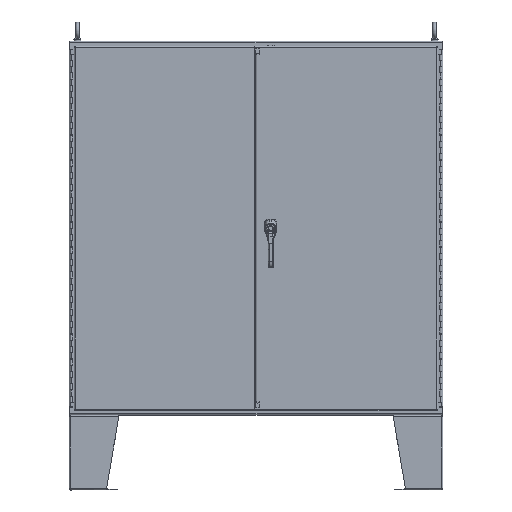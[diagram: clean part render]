
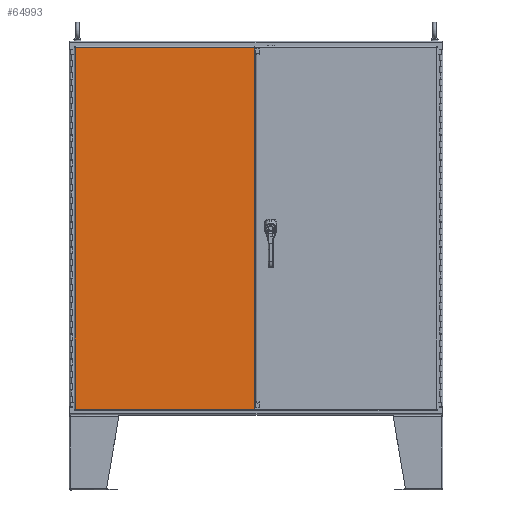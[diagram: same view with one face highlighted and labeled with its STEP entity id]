
A CAD part, top view. The second image highlights one B-rep face of the part: STEP entity #64993.
In plain terms, the highlighted face is planar.
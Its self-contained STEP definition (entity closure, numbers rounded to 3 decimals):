
#11736=PLANE('',#68104);
#13124=FACE_OUTER_BOUND('',#16036,.T.);
#16036=EDGE_LOOP('',(#52366,#52367,#52368,#52369,#52370,#52371,#52372,#52373,
#52374,#52375,#52376,#52377));
#19167=LINE('',#93181,#24122);
#19170=LINE('',#93191,#24125);
#19173=LINE('',#93198,#24128);
#19177=LINE('',#93205,#24132);
#19179=LINE('',#93209,#24134);
#19180=LINE('',#93211,#24135);
#19181=LINE('',#93213,#24136);
#19182=LINE('',#93215,#24137);
#19183=LINE('',#93217,#24138);
#19184=LINE('',#93219,#24139);
#19185=LINE('',#93221,#24140);
#19186=LINE('',#93222,#24141);
#24122=VECTOR('',#75440,56.48);
#24125=VECTOR('',#75453,0.);
#24128=VECTOR('',#75458,0.094);
#24132=VECTOR('',#75464,0.);
#24134=VECTOR('',#75468,0.);
#24135=VECTOR('',#75469,0.);
#24136=VECTOR('',#75470,0.094);
#24137=VECTOR('',#75471,0.844);
#24138=VECTOR('',#75472,28.865);
#24139=VECTOR('',#75473,58.167);
#24140=VECTOR('',#75474,28.865);
#24141=VECTOR('',#75475,0.844);
#32403=VERTEX_POINT('',#93168);
#32404=VERTEX_POINT('',#93180);
#32406=VERTEX_POINT('',#93190);
#32408=VERTEX_POINT('',#93196);
#32409=VERTEX_POINT('',#93197);
#32412=VERTEX_POINT('',#93208);
#32413=VERTEX_POINT('',#93210);
#32414=VERTEX_POINT('',#93212);
#32415=VERTEX_POINT('',#93214);
#32416=VERTEX_POINT('',#93216);
#32417=VERTEX_POINT('',#93218);
#32418=VERTEX_POINT('',#93220);
#41537=EDGE_CURVE('',#32404,#32403,#19167,.T.);
#41542=EDGE_CURVE('',#32406,#32404,#19170,.T.);
#41545=EDGE_CURVE('',#32408,#32409,#19173,.T.);
#41549=EDGE_CURVE('',#32409,#32406,#19177,.T.);
#41551=EDGE_CURVE('',#32403,#32412,#19179,.T.);
#41552=EDGE_CURVE('',#32412,#32413,#19180,.T.);
#41553=EDGE_CURVE('',#32413,#32414,#19181,.T.);
#41554=EDGE_CURVE('',#32414,#32415,#19182,.T.);
#41555=EDGE_CURVE('',#32415,#32416,#19183,.T.);
#41556=EDGE_CURVE('',#32416,#32417,#19184,.T.);
#41557=EDGE_CURVE('',#32417,#32418,#19185,.T.);
#41558=EDGE_CURVE('',#32418,#32408,#19186,.T.);
#52366=ORIENTED_EDGE('',*,*,#41545,.T.);
#52367=ORIENTED_EDGE('',*,*,#41549,.T.);
#52368=ORIENTED_EDGE('',*,*,#41542,.T.);
#52369=ORIENTED_EDGE('',*,*,#41537,.T.);
#52370=ORIENTED_EDGE('',*,*,#41551,.T.);
#52371=ORIENTED_EDGE('',*,*,#41552,.T.);
#52372=ORIENTED_EDGE('',*,*,#41553,.T.);
#52373=ORIENTED_EDGE('',*,*,#41554,.T.);
#52374=ORIENTED_EDGE('',*,*,#41555,.T.);
#52375=ORIENTED_EDGE('',*,*,#41556,.T.);
#52376=ORIENTED_EDGE('',*,*,#41557,.T.);
#52377=ORIENTED_EDGE('',*,*,#41558,.T.);
#64993=ADVANCED_FACE('',(#13124),#11736,.F.);
#68104=AXIS2_PLACEMENT_3D('',#93207,#75466,#75467);
#75440=DIRECTION('',(0.,-1.,0.));
#75453=DIRECTION('',(1.,0.,0.));
#75458=DIRECTION('',(-1.,0.,0.));
#75464=DIRECTION('',(0.,-1.,0.));
#75466=DIRECTION('center_axis',(0.,0.,1.));
#75467=DIRECTION('ref_axis',(1.,0.,0.));
#75468=DIRECTION('',(-1.,0.,0.));
#75469=DIRECTION('',(0.,-1.,0.));
#75470=DIRECTION('',(1.,0.,0.));
#75471=DIRECTION('',(0.,-1.,0.));
#75472=DIRECTION('',(-1.,0.,0.));
#75473=DIRECTION('',(0.,1.,0.));
#75474=DIRECTION('',(1.,0.,0.));
#75475=DIRECTION('',(0.,-1.,0.));
#93168=CARTESIAN_POINT('',(14.438,-28.24,0.));
#93180=CARTESIAN_POINT('',(14.438,28.24,0.));
#93181=CARTESIAN_POINT('',(14.438,14.12,0.));
#93190=CARTESIAN_POINT('',(14.437,28.24,0.));
#93191=CARTESIAN_POINT('',(7.219,28.24,0.));
#93196=CARTESIAN_POINT('',(14.531,28.24,0.));
#93197=CARTESIAN_POINT('',(14.437,28.24,0.));
#93198=CARTESIAN_POINT('',(7.266,28.24,0.));
#93205=CARTESIAN_POINT('',(14.437,14.12,0.));
#93207=CARTESIAN_POINT('Origin',(0.,0.,
0.));
#93208=CARTESIAN_POINT('',(14.437,-28.24,0.));
#93209=CARTESIAN_POINT('',(7.266,-28.24,0.));
#93210=CARTESIAN_POINT('',(14.437,-28.24,0.));
#93211=CARTESIAN_POINT('',(14.437,-14.12,0.));
#93212=CARTESIAN_POINT('',(14.531,-28.24,0.));
#93213=CARTESIAN_POINT('',(7.219,-28.24,0.));
#93214=CARTESIAN_POINT('',(14.531,-29.084,0.));
#93215=CARTESIAN_POINT('',(14.531,29.281,0.));
#93216=CARTESIAN_POINT('',(-14.334,-29.084,0.));
#93217=CARTESIAN_POINT('',(7.266,-29.084,0.));
#93218=CARTESIAN_POINT('',(-14.334,29.084,0.));
#93219=CARTESIAN_POINT('',(-14.334,-14.542,0.));
#93220=CARTESIAN_POINT('',(14.531,29.084,0.));
#93221=CARTESIAN_POINT('',(-7.266,29.084,0.));
#93222=CARTESIAN_POINT('',(14.531,29.281,0.));
